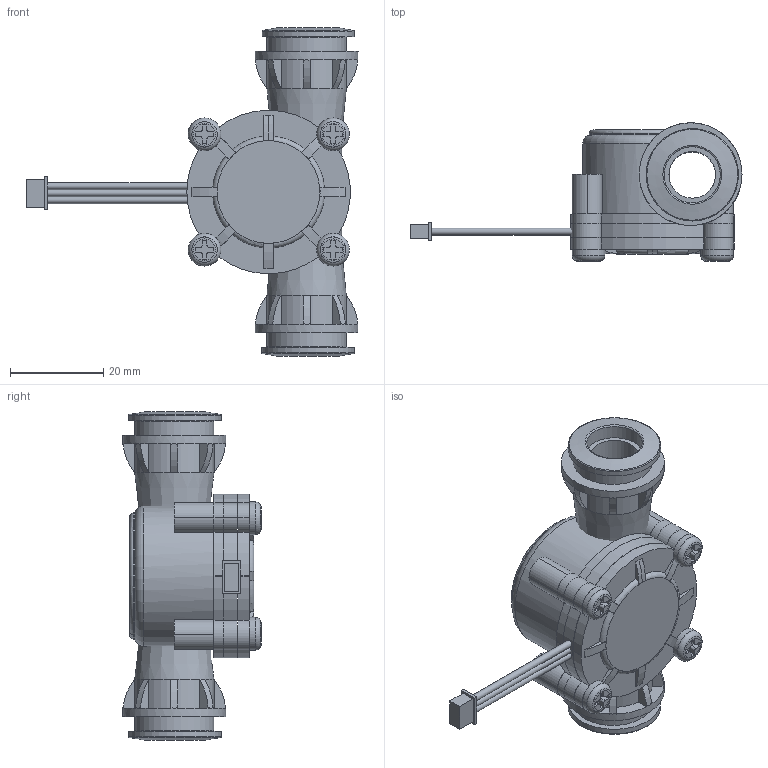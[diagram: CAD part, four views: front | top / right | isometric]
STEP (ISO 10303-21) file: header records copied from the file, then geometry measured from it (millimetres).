
FILE_DESCRIPTION(/* description */ (''),/* implementation_level */ '2;1');
FILE_NAME(/* name */ '3_8 inch push connect flow meter.step',/* time_stamp */ '2018-12-15T13:12:16-08:00',/* author */ ('DSteyn86'),/* organization */ (''),/* preprocessor_version */ 'ST-DEVELOPER v17.2',/* originating_system */ 'Autodesk Translation Framework v7.6.0.251',/* authorisation */ '');
FILE_SCHEMA (('AUTOMOTIVE_DESIGN { 1 0 10303 214 3 1 1 }'));
Length unit declared in the file: millimetre
Products named in the file (1): 3/8" Push Connect Flow Meter
Bounding box: 71.1 x 29.58 x 70.4 mm (x, y, z)
Volume: 27494.7 mm3; surface area: 28835.1 mm2
Topology: 23 solids, 23 shells, 485 faces, 1321 edges, 881 vertices
Faces by surface type: plane 241, cylinder 193, torus 18, bspline 17, cone 16
Full cylindrical faces by diameter (mm): 1.5 x3, 3 x16, 5 x1, 7 x4, 10 x1, 12 x2, 13.5 x2, 14 x1, 15 x1, 17 x4, 19.8 x2, 22 x2, 27 x1, 30 x1
Entity records: 29518 total; most frequent: CARTESIAN_POINT 16872, ORIENTED_EDGE 2642, DIRECTION 2578, EDGE_CURVE 1321, AXIS2_PLACEMENT_3D 952, VERTEX_POINT 881, LINE 674, VECTOR 674
